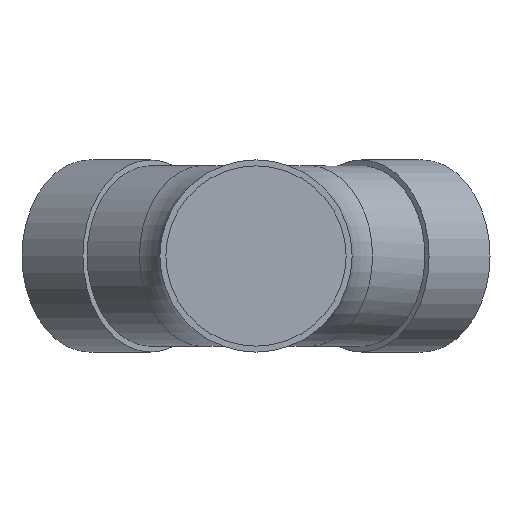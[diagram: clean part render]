
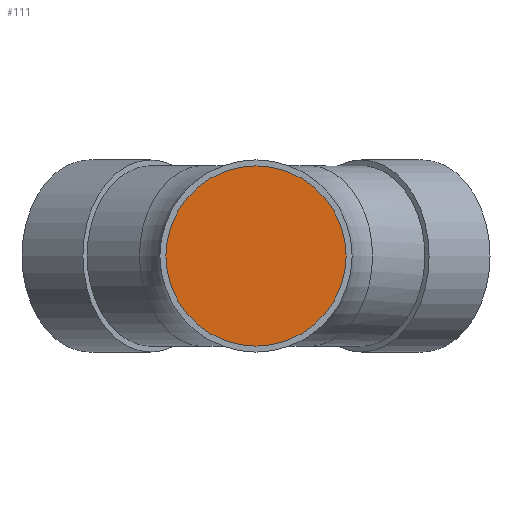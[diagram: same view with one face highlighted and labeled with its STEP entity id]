
A CAD part, front view. The second image highlights one B-rep face of the part: STEP entity #111.
In plain terms, the highlighted planar face has unit normal (0, -1, 0).
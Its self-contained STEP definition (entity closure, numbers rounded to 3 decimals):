
#111 = ADVANCED_FACE( '', ( #226 ), #227, .T. );
#226 = FACE_OUTER_BOUND( '', #330, .T. );
#227 = PLANE( '', #331 );
#330 = EDGE_LOOP( '', ( #477 ) );
#331 = AXIS2_PLACEMENT_3D( '', #478, #479, #480 );
#477 = ORIENTED_EDGE( '', *, *, #551, .T. );
#478 = CARTESIAN_POINT( '', ( 0., 40., 0. ) );
#479 = DIRECTION( '', ( 0., -1., 0. ) );
#480 = DIRECTION( '', ( 0., 0., -1. ) );
#551 = EDGE_CURVE( '', #627, #627, #628, .T. );
#627 = VERTEX_POINT( '', #815 );
#628 = CIRCLE( '', #816, 45. );
#815 = CARTESIAN_POINT( '', ( 0., 40., -45. ) );
#816 = AXIS2_PLACEMENT_3D( '', #894, #895, #896 );
#894 = CARTESIAN_POINT( '', ( 0., 40., 0. ) );
#895 = DIRECTION( '', ( 0., -1., 0. ) );
#896 = DIRECTION( '', ( 0., 0., -1. ) );
